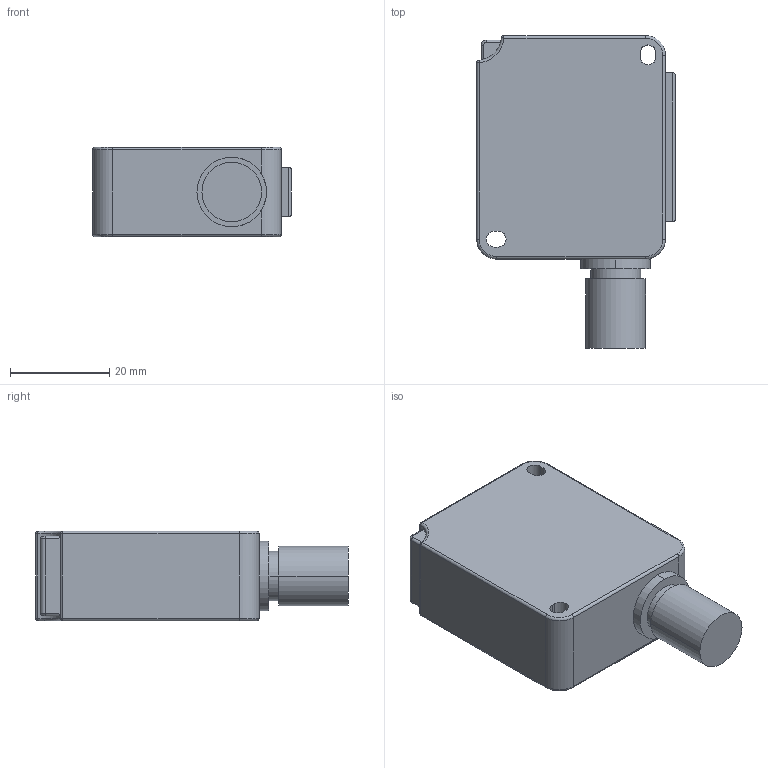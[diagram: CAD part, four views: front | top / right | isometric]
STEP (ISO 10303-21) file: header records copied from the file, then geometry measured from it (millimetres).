
FILE_DESCRIPTION((''),'2;1');
FILE_NAME('M13_F400179A','2006-01-03T',('Pepperl+Fuchs'),('Industriehansa'),'PRO/ENGINEER BY PARAMETRIC TECHNOLOGY CORPORATION, 2005290','PRO/ENGINEER BY PARAMETRIC TECHNOLOGY CORPORATION, 2005290','');
FILE_SCHEMA(('AUTOMOTIVE_DESIGN_CC2 { 1 2 10303 214 -1 1 5 2 }'));
Length unit declared in the file: millimetre
Products named in the file (1): M13_F400179A
Bounding box: 40 x 63 x 18 mm (x, y, z)
Volume: 32662.7 mm3; surface area: 7462.9 mm2
Topology: 1 solids, 1 shells, 70 faces, 171 edges, 120 vertices
Faces by surface type: cylinder 33, plane 23, torus 8, sphere 4, bspline 2
Entity records: 2840 total; most frequent: CARTESIAN_POINT 432, DIRECTION 373, ORIENTED_EDGE 316, PRESENTATION_STYLE_ASSIGNMENT 189, STYLED_ITEM 183, CURVE_STYLE 174, EDGE_CURVE 158, AXIS2_PLACEMENT_3D 141
